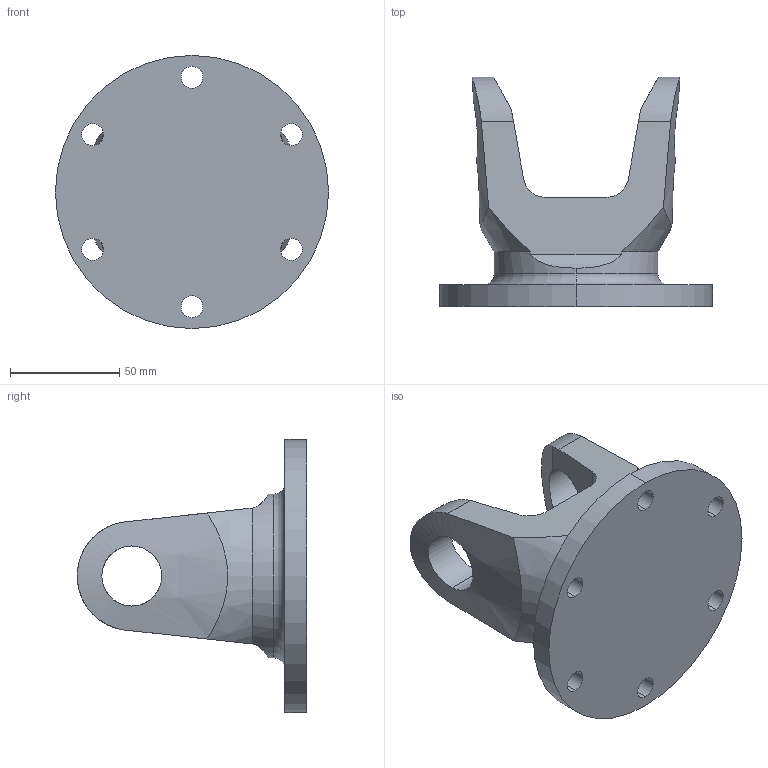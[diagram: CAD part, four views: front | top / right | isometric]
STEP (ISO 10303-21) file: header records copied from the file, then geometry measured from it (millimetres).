
FILE_DESCRIPTION (( 'STEP AP214' ), '1' );
FILE_NAME ('Part21.STEP', '2025-03-03T12:52:22', ( '' ), ( '' ), 'SwSTEP 2.0', 'SolidWorks 2024', '' );
FILE_SCHEMA (( 'AUTOMOTIVE_DESIGN' ));
Length unit declared in the file: millimetre
Products named in the file (1): Part21
Bounding box: 125 x 104.96 x 125 mm (x, y, z)
Volume: 372778.5 mm3; surface area: 52434.9 mm2
Topology: 1 solids, 1 shells, 53 faces, 142 edges, 90 vertices
Faces by surface type: cylinder 26, cone 16, plane 9, torus 2
Entity records: 2153 total; most frequent: CARTESIAN_POINT 842, ORIENTED_EDGE 284, DIRECTION 256, EDGE_CURVE 142, AXIS2_PLACEMENT_3D 102, VERTEX_POINT 90, EDGE_LOOP 68, FACE_OUTER_BOUND 53
